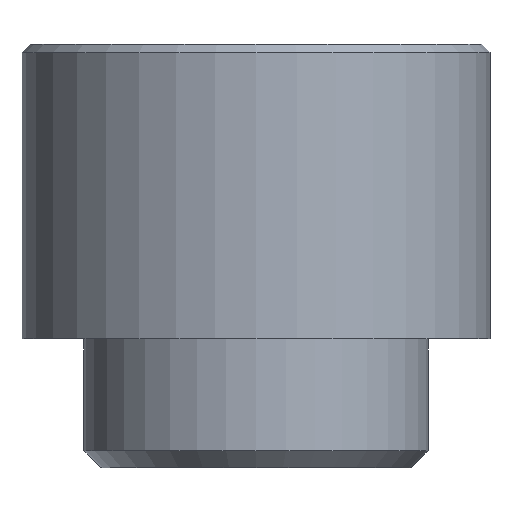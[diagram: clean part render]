
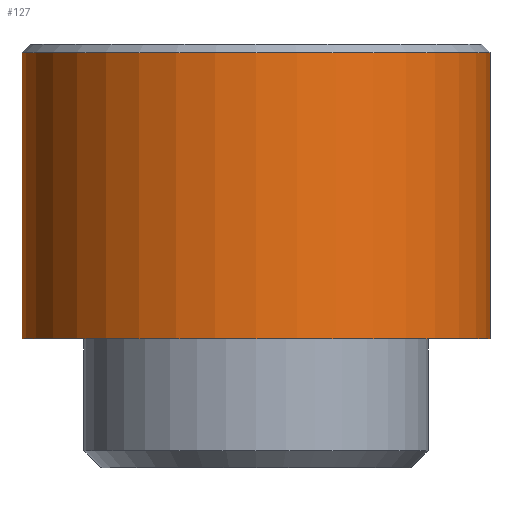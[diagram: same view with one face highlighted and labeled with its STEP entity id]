
A CAD part, front view. The second image highlights one B-rep face of the part: STEP entity #127.
In plain terms, the highlighted cylindrical face has radius 2.78 mm (diameter 5.56 mm), a full revolution.
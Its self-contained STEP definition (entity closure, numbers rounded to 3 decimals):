
#16=CYLINDRICAL_SURFACE('',#155,2.78);
#28=FACE_OUTER_BOUND('',#38,.T.);
#38=EDGE_LOOP('',(#104,#105,#106,#107));
#48=LINE('',#228,#54);
#54=VECTOR('',#189,2.78);
#61=CIRCLE('',#154,2.78);
#62=CIRCLE('',#156,2.78);
#70=VERTEX_POINT('',#223);
#71=VERTEX_POINT('',#227);
#82=EDGE_CURVE('',#70,#70,#61,.T.);
#83=EDGE_CURVE('',#70,#71,#48,.T.);
#84=EDGE_CURVE('',#71,#71,#62,.T.);
#104=ORIENTED_EDGE('',*,*,#82,.F.);
#105=ORIENTED_EDGE('',*,*,#83,.T.);
#106=ORIENTED_EDGE('',*,*,#84,.T.);
#107=ORIENTED_EDGE('',*,*,#83,.F.);
#127=ADVANCED_FACE('',(#28),#16,.T.);
#154=AXIS2_PLACEMENT_3D('',#225,#185,#186);
#155=AXIS2_PLACEMENT_3D('',#226,#187,#188);
#156=AXIS2_PLACEMENT_3D('',#229,#190,#191);
#185=DIRECTION('center_axis',(0.,0.,1.));
#186=DIRECTION('ref_axis',(-1.,0.,0.));
#187=DIRECTION('center_axis',(0.,0.,1.));
#188=DIRECTION('ref_axis',(-1.,0.,0.));
#189=DIRECTION('',(0.,0.,-1.));
#190=DIRECTION('center_axis',(0.,0.,1.));
#191=DIRECTION('ref_axis',(-1.,0.,0.));
#223=CARTESIAN_POINT('',(2.78,0.,4.93));
#225=CARTESIAN_POINT('Origin',(0.,0.,4.93));
#226=CARTESIAN_POINT('Origin',(0.,0.,1.53));
#227=CARTESIAN_POINT('',(2.78,0.,1.53));
#228=CARTESIAN_POINT('',(2.78,0.,1.53));
#229=CARTESIAN_POINT('Origin',(0.,0.,1.53));
